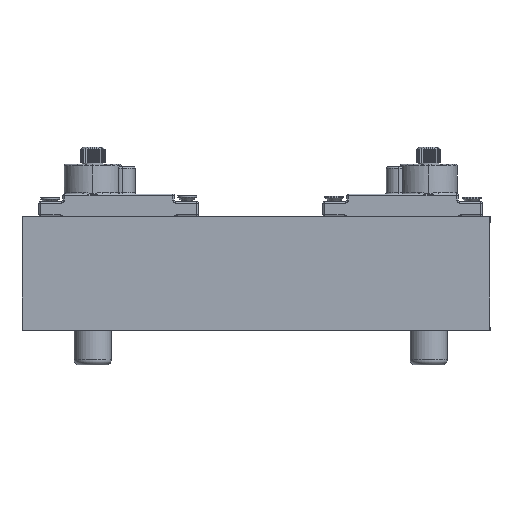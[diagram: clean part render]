
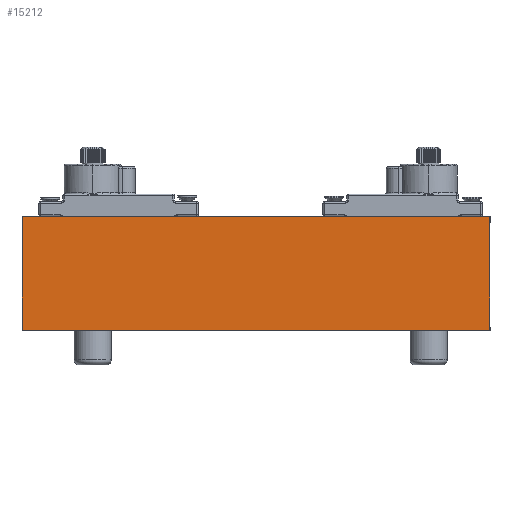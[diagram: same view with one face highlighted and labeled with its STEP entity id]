
A CAD part, front view. The second image highlights one B-rep face of the part: STEP entity #15212.
In plain terms, the highlighted planar face has unit normal (0, -1, 0).
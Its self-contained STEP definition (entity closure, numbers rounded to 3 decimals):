
#438 = DIRECTION ( 'NONE',  ( 0., 1., 0. ) ) ;
#1621 = ORIENTED_EDGE ( 'NONE', *, *, #10003, .T. ) ;
#2495 = CARTESIAN_POINT ( 'NONE',  ( -14.282, -10., 12.957 ) ) ;
#4565 = EDGE_LOOP ( 'NONE', ( #1621, #20647, #10890, #18197 ) ) ;
#4604 = LINE ( 'NONE', #6796, #17979 ) ;
#5159 = CARTESIAN_POINT ( 'NONE',  ( -14.282, -10., -10.043 ) ) ;
#6796 = CARTESIAN_POINT ( 'NONE',  ( -14.282, -10., -10.043 ) ) ;
#7885 = VECTOR ( 'NONE', #17291, 1000. ) ;
#8800 = CARTESIAN_POINT ( 'NONE',  ( 80.268, -10., 12.957 ) ) ;
#9323 = VERTEX_POINT ( 'NONE', #21015 ) ;
#9337 = EDGE_CURVE ( 'NONE', #13602, #9323, #17495, .T. ) ;
#9664 = VECTOR ( 'NONE', #20745, 1000. ) ;
#9962 = LINE ( 'NONE', #10998, #11288 ) ;
#10003 = EDGE_CURVE ( 'NONE', #18016, #12777, #9962, .T. ) ;
#10374 = DIRECTION ( 'NONE',  ( 0., 0., 1. ) ) ;
#10890 = ORIENTED_EDGE ( 'NONE', *, *, #9337, .T. ) ;
#10998 = CARTESIAN_POINT ( 'NONE',  ( 78.268, -10., 12.957 ) ) ;
#11288 = VECTOR ( 'NONE', #17787, 1000. ) ;
#12371 = CARTESIAN_POINT ( 'NONE',  ( 33.993, -10., 1.457 ) ) ;
#12623 = CARTESIAN_POINT ( 'NONE',  ( 80.268, -10., 12.957 ) ) ;
#12777 = VERTEX_POINT ( 'NONE', #2495 ) ;
#13602 = VERTEX_POINT ( 'NONE', #5159 ) ;
#14219 = LINE ( 'NONE', #8800, #9664 ) ;
#14526 = FACE_OUTER_BOUND ( 'NONE', #4565, .T. ) ;
#15212 = ADVANCED_FACE ( 'NONE', ( #14526 ), #21016, .F. ) ;
#15867 = DIRECTION ( 'NONE',  ( 0., 0., -1. ) ) ;
#15972 = EDGE_CURVE ( 'NONE', #18016, #9323, #14219, .T. ) ;
#17291 = DIRECTION ( 'NONE',  ( 1., 0., 0. ) ) ;
#17495 = LINE ( 'NONE', #17516, #7885 ) ;
#17516 = CARTESIAN_POINT ( 'NONE',  ( 78.268, -10., -10.043 ) ) ;
#17787 = DIRECTION ( 'NONE',  ( -1., 0., 0. ) ) ;
#17979 = VECTOR ( 'NONE', #10374, 1000. ) ;
#18016 = VERTEX_POINT ( 'NONE', #12623 ) ;
#18197 = ORIENTED_EDGE ( 'NONE', *, *, #15972, .F. ) ;
#19530 = AXIS2_PLACEMENT_3D ( 'NONE', #12371, #438, #15867 ) ;
#20451 = EDGE_CURVE ( 'NONE', #13602, #12777, #4604, .T. ) ;
#20647 = ORIENTED_EDGE ( 'NONE', *, *, #20451, .F. ) ;
#20745 = DIRECTION ( 'NONE',  ( 0., 0., -1. ) ) ;
#21015 = CARTESIAN_POINT ( 'NONE',  ( 80.268, -10., -10.043 ) ) ;
#21016 = PLANE ( 'NONE',  #19530 ) ;
